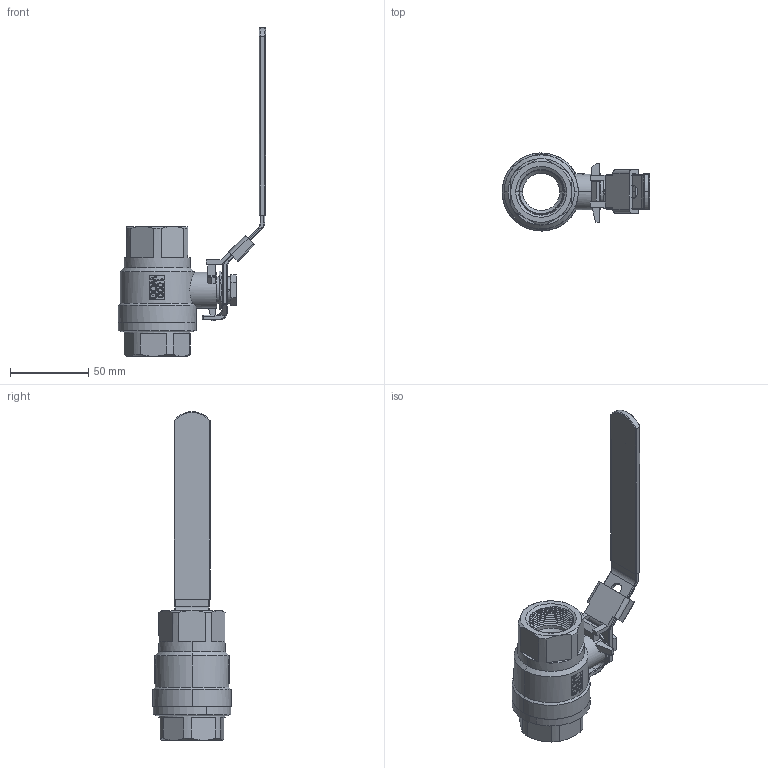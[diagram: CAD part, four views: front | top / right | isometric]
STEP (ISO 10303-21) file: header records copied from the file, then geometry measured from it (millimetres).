
FILE_DESCRIPTION (( 'STEP AP203' ), '1' );
FILE_NAME ('MV-25 1.STEP', '2018-10-16T01:43:25', ( 'Lenovo' ), ( 'China' ), 'SwSTEP 2.0', 'SolidWorks 2010', '' );
FILE_SCHEMA (( 'CONFIG_CONTROL_DESIGN' ));
Products named in the file (15): Cap; Ball Seat; Gland Nut; Ball; Handle; MV-25 1; Body; Body Gaske; Stem; Thrust Washer; Stem Packing; Spring Washert; Lock Device; Small hex thin nuts-Fine pitch thread GB_GB_FASTENER_NUT_SSFNTT M12X1.25-N; Handle Cover
Assembly tree (14 placements, depth 2):
  MV-25 1
    Small hex thin nuts-Fine pitch thread GB_GB_FASTENER_NUT_SSFNTT M12X1.25-N
    Body
    Gland Nut
    Stem
    Spring Washert
    Thrust Washer
    Ball Seat
    Stem Packing
    Lock Device
    Handle
    Body Gaske
    Ball
    Handle Cover
    Cap
Bounding box: 94.56 x 50 x 210.43 mm (x, y, z)
Volume: 104815 mm3; surface area: 70226 mm2
Topology: 14 solids, 14 shells, 706 faces, 1747 edges, 1099 vertices
Faces by surface type: plane 249, cylinder 168, bspline 141, cone 100, torus 32, sphere 16
Entity records: 61192 total; most frequent: CARTESIAN_POINT 44053, ORIENTED_EDGE 3456, DIRECTION 2821, EDGE_CURVE 1728, VERTEX_POINT 1098, AXIS2_PLACEMENT_3D 1072, EDGE_LOOP 778, FACE_OUTER_BOUND 706
